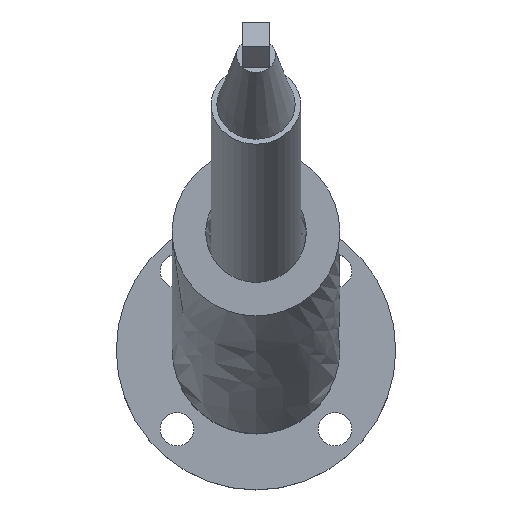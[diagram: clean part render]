
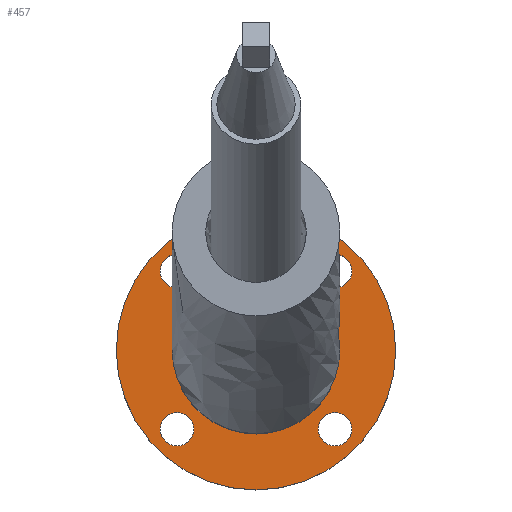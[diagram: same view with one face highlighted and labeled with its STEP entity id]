
A CAD part, top view. The second image highlights one B-rep face of the part: STEP entity #457.
In plain terms, the highlighted planar face has unit normal (0, 0, 1).
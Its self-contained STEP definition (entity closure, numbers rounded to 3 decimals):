
#53=FACE_BOUND('',#127,.T.);
#54=FACE_BOUND('',#128,.T.);
#55=FACE_BOUND('',#129,.T.);
#56=FACE_BOUND('',#130,.T.);
#57=FACE_BOUND('',#131,.T.);
#58=FACE_BOUND('',#132,.T.);
#70=PLANE('',#615);
#95=FACE_OUTER_BOUND('',#126,.T.);
#126=EDGE_LOOP('',(#362));
#127=EDGE_LOOP('',(#363));
#128=EDGE_LOOP('',(#364));
#129=EDGE_LOOP('',(#365));
#130=EDGE_LOOP('',(#366));
#131=EDGE_LOOP('',(#367));
#132=EDGE_LOOP('',(#368));
#212=CIRCLE('',#595,15.);
#213=CIRCLE('',#598,3.);
#215=CIRCLE('',#601,3.);
#217=CIRCLE('',#604,3.);
#219=CIRCLE('',#607,3.);
#221=CIRCLE('',#610,3.);
#223=CIRCLE('',#613,25.);
#242=VERTEX_POINT('',#823);
#243=VERTEX_POINT('',#828);
#245=VERTEX_POINT('',#834);
#247=VERTEX_POINT('',#840);
#249=VERTEX_POINT('',#846);
#251=VERTEX_POINT('',#852);
#253=VERTEX_POINT('',#858);
#278=EDGE_CURVE('',#242,#242,#212,.T.);
#279=EDGE_CURVE('',#243,#243,#213,.T.);
#282=EDGE_CURVE('',#245,#245,#215,.T.);
#285=EDGE_CURVE('',#247,#247,#217,.T.);
#288=EDGE_CURVE('',#249,#249,#219,.T.);
#291=EDGE_CURVE('',#251,#251,#221,.T.);
#294=EDGE_CURVE('',#253,#253,#223,.T.);
#362=ORIENTED_EDGE('',*,*,#294,.T.);
#363=ORIENTED_EDGE('',*,*,#278,.T.);
#364=ORIENTED_EDGE('',*,*,#279,.T.);
#365=ORIENTED_EDGE('',*,*,#282,.T.);
#366=ORIENTED_EDGE('',*,*,#285,.T.);
#367=ORIENTED_EDGE('',*,*,#288,.T.);
#368=ORIENTED_EDGE('',*,*,#291,.T.);
#457=ADVANCED_FACE('',(#95,#53,#54,#55,#56,#57,#58),#70,.T.);
#595=AXIS2_PLACEMENT_3D('',#825,#672,#673);
#598=AXIS2_PLACEMENT_3D('',#829,#678,#679);
#601=AXIS2_PLACEMENT_3D('',#835,#685,#686);
#604=AXIS2_PLACEMENT_3D('',#841,#692,#693);
#607=AXIS2_PLACEMENT_3D('',#847,#699,#700);
#610=AXIS2_PLACEMENT_3D('',#853,#706,#707);
#613=AXIS2_PLACEMENT_3D('',#859,#713,#714);
#615=AXIS2_PLACEMENT_3D('',#863,#718,#719);
#672=DIRECTION('center_axis',(0.,0.,-1.));
#673=DIRECTION('ref_axis',(1.,0.,0.));
#678=DIRECTION('center_axis',(0.,0.,-1.));
#679=DIRECTION('ref_axis',(1.,0.,0.));
#685=DIRECTION('center_axis',(0.,0.,-1.));
#686=DIRECTION('ref_axis',(1.,0.,0.));
#692=DIRECTION('center_axis',(0.,0.,-1.));
#693=DIRECTION('ref_axis',(1.,0.,0.));
#699=DIRECTION('center_axis',(0.,0.,-1.));
#700=DIRECTION('ref_axis',(1.,0.,0.));
#706=DIRECTION('center_axis',(0.,0.,-1.));
#707=DIRECTION('ref_axis',(1.,0.,0.));
#713=DIRECTION('center_axis',(0.,0.,1.));
#714=DIRECTION('ref_axis',(1.,0.,0.));
#718=DIRECTION('center_axis',(0.,0.,1.));
#719=DIRECTION('ref_axis',(1.,0.,0.));
#823=CARTESIAN_POINT('',(-15.,0.,10.));
#825=CARTESIAN_POINT('Origin',(0.,0.,10.));
#828=CARTESIAN_POINT('',(11.142,14.142,10.));
#829=CARTESIAN_POINT('Origin',(14.142,14.142,10.));
#834=CARTESIAN_POINT('',(11.142,-14.142,10.));
#835=CARTESIAN_POINT('Origin',(14.142,-14.142,10.));
#840=CARTESIAN_POINT('',(-3.,20.,10.));
#841=CARTESIAN_POINT('Origin',(0.,20.,10.));
#846=CARTESIAN_POINT('',(-17.142,-14.142,10.));
#847=CARTESIAN_POINT('Origin',(-14.142,-14.142,10.));
#852=CARTESIAN_POINT('',(-17.142,14.142,10.));
#853=CARTESIAN_POINT('Origin',(-14.142,14.142,10.));
#858=CARTESIAN_POINT('',(-25.,0.,10.));
#859=CARTESIAN_POINT('Origin',(0.,0.,10.));
#863=CARTESIAN_POINT('Origin',(0.,0.,10.));
